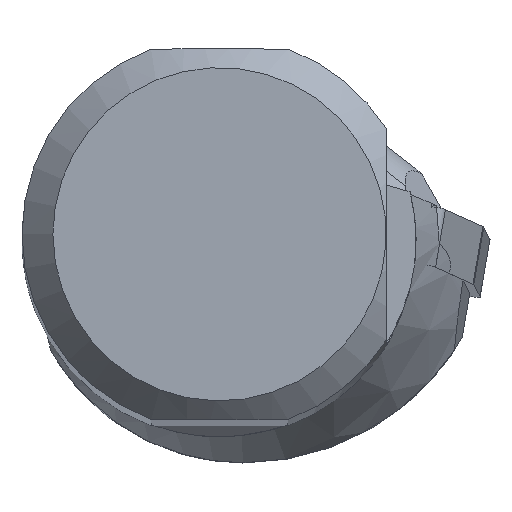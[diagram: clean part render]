
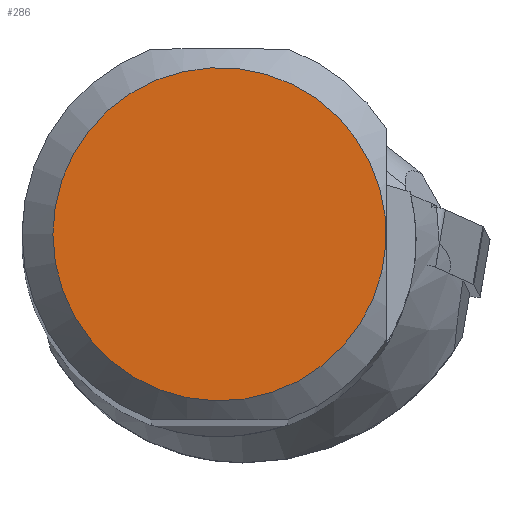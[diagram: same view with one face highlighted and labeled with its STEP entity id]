
A CAD part, top view. The second image highlights one B-rep face of the part: STEP entity #286.
In plain terms, the highlighted planar face has unit normal (0, 0, 1).
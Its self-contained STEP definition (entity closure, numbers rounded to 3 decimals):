
#201=FACE_OUTER_BOUND('',#437,.T.);
#286=ADVANCED_FACE('CU_SU_BP3',(#201),#351,.T.);
#351=PLANE('',#1852);
#437=EDGE_LOOP('',(#738));
#525=CIRCLE('',#1851,13.489);
#738=ORIENTED_EDGE('',*,*,#1305,.F.);
#1113=VERTEX_POINT('',#2854);
#1305=EDGE_CURVE('',#1113,#1113,#525,.T.);
#1851=AXIS2_PLACEMENT_3D('',#2853,#2194,#2195);
#1852=AXIS2_PLACEMENT_3D('',#2855,#2196,#2197);
#2194=DIRECTION('',(0.,0.,-1.));
#2195=DIRECTION('',(-1.,0.,0.));
#2196=DIRECTION('',(0.,0.,1.));
#2197=DIRECTION('',(-1.,0.,0.));
#2853=CARTESIAN_POINT('',(0.,0.,0.));
#2854=CARTESIAN_POINT('',(-13.489,0.,0.));
#2855=CARTESIAN_POINT('',(0.,0.,
0.));
